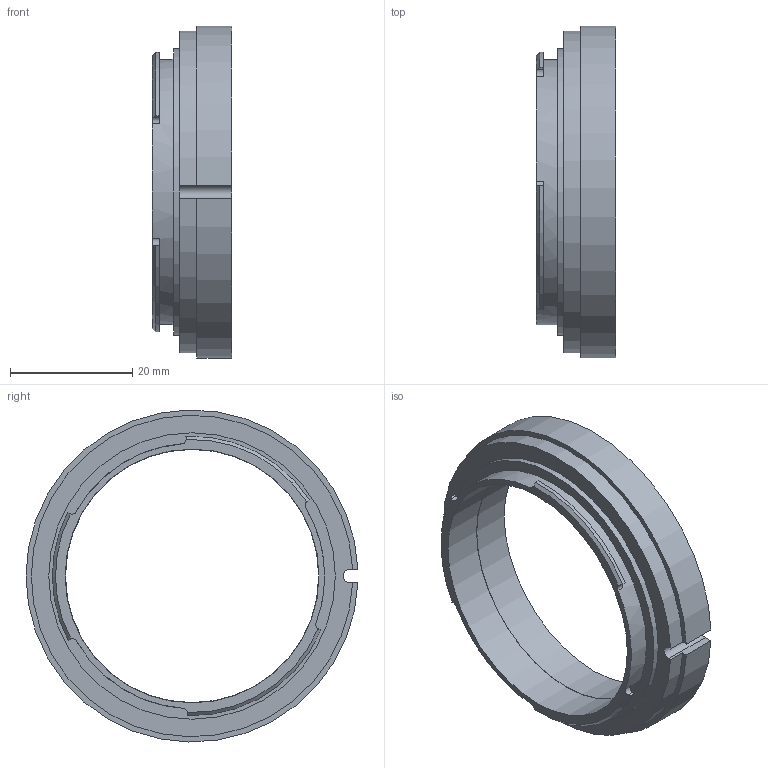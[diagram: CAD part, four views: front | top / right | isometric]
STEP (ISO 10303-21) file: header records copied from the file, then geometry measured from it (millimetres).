
FILE_DESCRIPTION(/* description */ ('T-F MOUNT CONVERTER'),/* implementation_level */ '2;1');
FILE_NAME(/* name */ '62923_0.stp',/* time_stamp */ '2022-08-16T14:04:41-04:00',/* author */ ('espitzer'),/* organization */ ('NAVITAR'),/* preprocessor_version */ 'ST-DEVELOPER v18.1',/* originating_system */ 'Autodesk Inventor 2022',/* authorisation */ 'PB');
FILE_SCHEMA (('AUTOMOTIVE_DESIGN { 1 0 10303 214 3 1 1 }'));
Length unit declared in the file: inch
Products named in the file (1): 3-62923
Bounding box: 12.98 x 54.41 x 54.42 mm (x, y, z)
Volume: 8721 mm3; surface area: 5877.7 mm2
Topology: 1 solids, 1 shells, 36 faces, 93 edges, 62 vertices
Faces by surface type: plane 17, cylinder 16, cone 3
Full cylindrical faces by diameter (mm): 41.504 x1, 41.592 x1, 43.459 x1, 46.965 x1
Entity records: 1182 total; most frequent: CARTESIAN_POINT 237, DIRECTION 196, ORIENTED_EDGE 186, EDGE_CURVE 93, AXIS2_PLACEMENT_3D 78, VERTEX_POINT 62, EDGE_LOOP 41, CIRCLE 41
